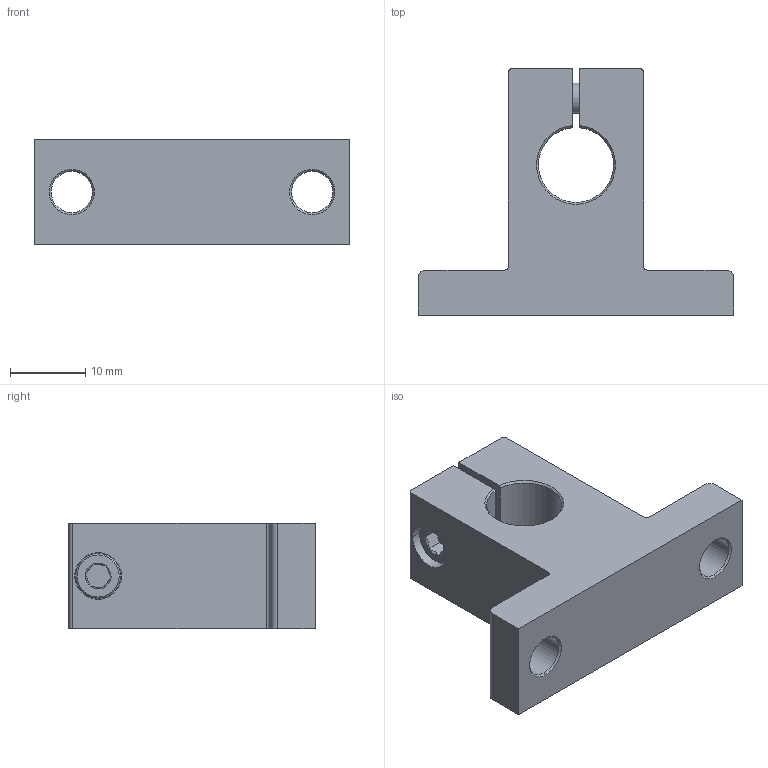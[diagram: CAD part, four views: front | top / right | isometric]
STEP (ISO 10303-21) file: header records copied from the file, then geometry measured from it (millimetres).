
FILE_DESCRIPTION (( 'STEP AP203' ), '1' );
FILE_NAME ('SK10.STEP', '2021-02-18T15:18:55', ( '' ), ( '' ), 'SwSTEP 2.0', 'SolidWorks 2019', '' );
FILE_SCHEMA (( 'CONFIG_CONTROL_DESIGN' ));
Length unit declared in the file: millimetre
Products named in the file (1): SK10
Bounding box: 42 x 32.8 x 14 mm (x, y, z)
Volume: 8723.5 mm3; surface area: 4280.6 mm2
Topology: 1 solids, 1 shells, 67 faces, 167 edges, 106 vertices
Faces by surface type: cone 23, plane 23, cylinder 21
Entity records: 2132 total; most frequent: CARTESIAN_POINT 398, DIRECTION 367, ORIENTED_EDGE 334, EDGE_CURVE 167, AXIS2_PLACEMENT_3D 143, VERTEX_POINT 106, LINE 81, VECTOR 81
